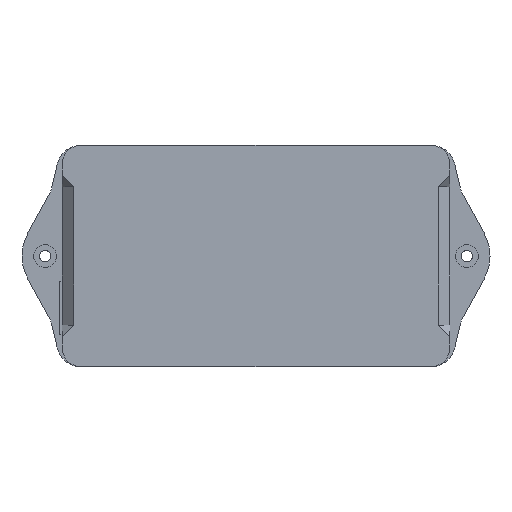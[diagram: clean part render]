
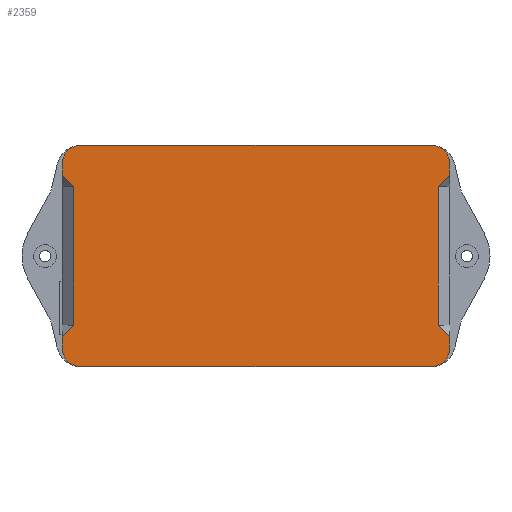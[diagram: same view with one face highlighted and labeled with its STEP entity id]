
A CAD part, top view. The second image highlights one B-rep face of the part: STEP entity #2359.
In plain terms, the highlighted planar face has unit normal (0, 0, 1).
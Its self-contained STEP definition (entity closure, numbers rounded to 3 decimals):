
#1681=CARTESIAN_POINT('',(-84.,-35.,33.0));
#1682=VERTEX_POINT('',#1681);
#1691=CARTESIAN_POINT('',(-79.0,-30.,33.0));
#1692=VERTEX_POINT('',#1691);
#1693=CARTESIAN_POINT('',(-79.0,-30.,33.0));
#1694=DIRECTION('',(-0.707,-0.707,0.0));
#1695=VECTOR('',#1694,7.071);
#1696=LINE('',#1693,#1695);
#1697=EDGE_CURVE('',#1692,#1682,#1696,.T.);
#1715=CARTESIAN_POINT('',(-84.,35.,33.0));
#1716=VERTEX_POINT('',#1715);
#1723=CARTESIAN_POINT('',(-79.,30.,33.0));
#1724=VERTEX_POINT('',#1723);
#1731=CARTESIAN_POINT('',(-84.,35.,33.0));
#1732=DIRECTION('',(0.707,-0.707,0.0));
#1733=VECTOR('',#1732,7.071);
#1734=LINE('',#1731,#1733);
#1735=EDGE_CURVE('',#1716,#1724,#1734,.T.);
#1752=CARTESIAN_POINT('',(-79.,30.,33.0));
#1753=DIRECTION('',(0.0,-1.0,0.0));
#1754=VECTOR('',#1753,60.);
#1755=LINE('',#1752,#1754);
#1756=EDGE_CURVE('',#1724,#1692,#1755,.T.);
#1770=CARTESIAN_POINT('',(-84.,40.,33.0));
#1771=VERTEX_POINT('',#1770);
#1772=CARTESIAN_POINT('',(-84.,40.,33.0));
#1773=DIRECTION('',(0.0,-1.0,0.0));
#1774=VECTOR('',#1773,5.);
#1775=LINE('',#1772,#1774);
#1776=EDGE_CURVE('',#1771,#1716,#1775,.T.);
#1794=CARTESIAN_POINT('',(-84.0,-40.,33.0));
#1795=VERTEX_POINT('',#1794);
#1802=CARTESIAN_POINT('',(-84.0,-35.0,33.0));
#1803=DIRECTION('',(0.0,-1.0,0.0));
#1804=VECTOR('',#1803,5.0);
#1805=LINE('',#1802,#1804);
#1806=EDGE_CURVE('',#1682,#1795,#1805,.T.);
#2167=CARTESIAN_POINT('',(-76.,48.0,33.0));
#2168=VERTEX_POINT('',#2167);
#2169=CARTESIAN_POINT('',(-76.,40.,33.0));
#2170=DIRECTION('',(0.0,0.0,-1.0));
#2171=DIRECTION('',(-0.707,0.707,0.0));
#2172=AXIS2_PLACEMENT_3D('',#2169,#2170,#2171);
#2173=CIRCLE('',#2172,8.0);
#2174=EDGE_CURVE('',#1771,#2168,#2173,.T.);
#2191=CARTESIAN_POINT('',(-76.0,-48.,33.0));
#2192=VERTEX_POINT('',#2191);
#2199=CARTESIAN_POINT('',(-76.0,-40.,33.0));
#2200=DIRECTION('',(0.0,0.0,-1.0));
#2201=DIRECTION('',(-0.707,-0.707,0.0));
#2202=AXIS2_PLACEMENT_3D('',#2199,#2200,#2201);
#2203=CIRCLE('',#2202,8.);
#2204=EDGE_CURVE('',#2192,#1795,#2203,.T.);
#2215=CARTESIAN_POINT('',(84.,35.,33.0));
#2216=VERTEX_POINT('',#2215);
#2225=CARTESIAN_POINT('',(79.,30.,33.0));
#2226=VERTEX_POINT('',#2225);
#2227=CARTESIAN_POINT('',(79.,30.,33.0));
#2228=DIRECTION('',(0.707,0.707,0.0));
#2229=VECTOR('',#2228,7.071);
#2230=LINE('',#2227,#2229);
#2231=EDGE_CURVE('',#2226,#2216,#2230,.T.);
#2256=CARTESIAN_POINT('',(79.0,-30.,33.0));
#2257=VERTEX_POINT('',#2256);
#2258=CARTESIAN_POINT('',(79.,-30.,33.));
#2259=DIRECTION('',(0.0,1.0,0.0));
#2260=VECTOR('',#2259,60.);
#2261=LINE('',#2258,#2260);
#2262=EDGE_CURVE('',#2257,#2226,#2261,.T.);
#2278=CARTESIAN_POINT('',(84.,-35.,33.0));
#2279=VERTEX_POINT('',#2278);
#2287=CARTESIAN_POINT('',(84.,-35.,33.0));
#2288=DIRECTION('',(-0.707,0.707,0.0));
#2289=VECTOR('',#2288,7.071);
#2290=LINE('',#2287,#2289);
#2291=EDGE_CURVE('',#2279,#2257,#2290,.T.);
#2296=CARTESIAN_POINT('',(0.,0.,33.0));
#2297=DIRECTION('',(0.0,0.0,1.0));
#2298=DIRECTION('',(1.0,0.0,0.0));
#2299=AXIS2_PLACEMENT_3D('',#2296,#2297,#2298);
#2300=PLANE('',#2299);
#2301=ORIENTED_EDGE('',*,*,#1697,.T.);
#2302=ORIENTED_EDGE('',*,*,#1806,.T.);
#2303=ORIENTED_EDGE('',*,*,#2204,.F.);
#2304=CARTESIAN_POINT('',(76.0,-48.,33.0));
#2305=VERTEX_POINT('',#2304);
#2306=CARTESIAN_POINT('',(-76.0,-48.,33.0));
#2307=DIRECTION('',(1.0,0.0,0.0));
#2308=VECTOR('',#2307,152.0);
#2309=LINE('',#2306,#2308);
#2310=EDGE_CURVE('',#2192,#2305,#2309,.T.);
#2311=ORIENTED_EDGE('',*,*,#2310,.T.);
#2312=CARTESIAN_POINT('',(84.0,-40.0,33.0));
#2313=VERTEX_POINT('',#2312);
#2314=CARTESIAN_POINT('',(76.0,-40.0,33.0));
#2315=DIRECTION('',(0.0,0.0,-1.0));
#2316=DIRECTION('',(0.707,-0.707,0.0));
#2317=AXIS2_PLACEMENT_3D('',#2314,#2315,#2316);
#2318=CIRCLE('',#2317,8.);
#2319=EDGE_CURVE('',#2313,#2305,#2318,.T.);
#2320=ORIENTED_EDGE('',*,*,#2319,.F.);
#2321=CARTESIAN_POINT('',(84.0,-40.0,33.0));
#2322=DIRECTION('',(0.0,1.0,0.0));
#2323=VECTOR('',#2322,5.);
#2324=LINE('',#2321,#2323);
#2325=EDGE_CURVE('',#2313,#2279,#2324,.T.);
#2326=ORIENTED_EDGE('',*,*,#2325,.T.);
#2327=ORIENTED_EDGE('',*,*,#2291,.T.);
#2328=ORIENTED_EDGE('',*,*,#2262,.T.);
#2329=ORIENTED_EDGE('',*,*,#2231,.T.);
#2330=CARTESIAN_POINT('',(84.,40.,33.0));
#2331=VERTEX_POINT('',#2330);
#2332=CARTESIAN_POINT('',(84.,35.,33.0));
#2333=DIRECTION('',(0.0,1.0,0.0));
#2334=VECTOR('',#2333,5.0);
#2335=LINE('',#2332,#2334);
#2336=EDGE_CURVE('',#2216,#2331,#2335,.T.);
#2337=ORIENTED_EDGE('',*,*,#2336,.T.);
#2338=CARTESIAN_POINT('',(76.,48.,33.0));
#2339=VERTEX_POINT('',#2338);
#2340=CARTESIAN_POINT('',(76.,40.,33.0));
#2341=DIRECTION('',(0.0,0.0,-1.0));
#2342=DIRECTION('',(0.707,0.707,0.0));
#2343=AXIS2_PLACEMENT_3D('',#2340,#2341,#2342);
#2344=CIRCLE('',#2343,8.);
#2345=EDGE_CURVE('',#2339,#2331,#2344,.T.);
#2346=ORIENTED_EDGE('',*,*,#2345,.F.);
#2347=CARTESIAN_POINT('',(76.,48.,33.0));
#2348=DIRECTION('',(-1.0,0.0,0.0));
#2349=VECTOR('',#2348,152.0);
#2350=LINE('',#2347,#2349);
#2351=EDGE_CURVE('',#2339,#2168,#2350,.T.);
#2352=ORIENTED_EDGE('',*,*,#2351,.T.);
#2353=ORIENTED_EDGE('',*,*,#2174,.F.);
#2354=ORIENTED_EDGE('',*,*,#1776,.T.);
#2355=ORIENTED_EDGE('',*,*,#1735,.T.);
#2356=ORIENTED_EDGE('',*,*,#1756,.T.);
#2357=EDGE_LOOP('',(#2301,#2302,#2303,#2311,#2320,#2326,#2327,#2328,#2329,#2337,#2346,#2352,#2353,#2354,#2355,#2356));
#2358=FACE_OUTER_BOUND('',#2357,.T.);
#2359=ADVANCED_FACE('',(#2358),#2300,.T.);
